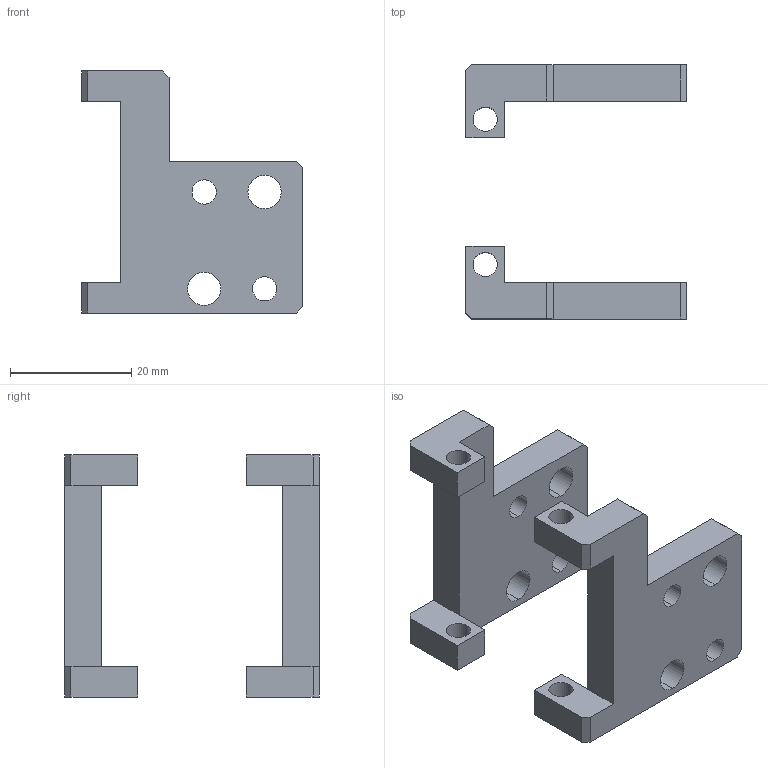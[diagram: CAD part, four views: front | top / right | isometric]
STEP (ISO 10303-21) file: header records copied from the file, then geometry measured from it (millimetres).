
FILE_DESCRIPTION (( 'STEP AP214' ), '1' );
FILE_NAME ('185-113 articulation pince.STEP', '2023-08-31T17:53:09', ( '' ), ( '' ), 'SwSTEP 2.0', 'SolidWorks 2016', '' );
FILE_SCHEMA (( 'AUTOMOTIVE_DESIGN' ));
Length unit declared in the file: millimetre
Products named in the file (1): 185-113 articulation pince
Bounding box: 36.4 x 42 x 40 mm (x, y, z)
Volume: 10824.9 mm3; surface area: 6804.1 mm2
Topology: 2 solids, 2 shells, 66 faces, 182 edges, 120 vertices
Faces by surface type: plane 42, cylinder 24
Entity records: 2193 total; most frequent: CARTESIAN_POINT 369, DIRECTION 364, ORIENTED_EDGE 364, EDGE_CURVE 182, VECTOR 134, LINE 134, VERTEX_POINT 120, AXIS2_PLACEMENT_3D 115
